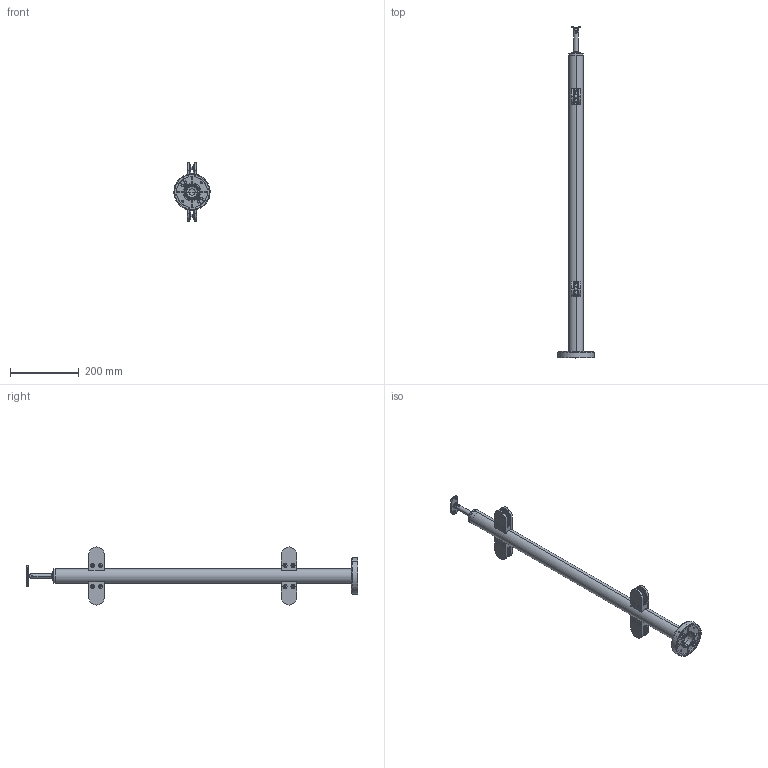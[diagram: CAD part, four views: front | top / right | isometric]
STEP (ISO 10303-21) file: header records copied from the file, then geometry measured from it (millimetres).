
FILE_DESCRIPTION (( 'STEP AP203' ), '1' );
FILE_NAME ('A-VR100-4G.STEP', '2021-10-13T07:09:13', ( '' ), ( '' ), 'SwSTEP 2.0', 'SolidWorks 2019', '' );
FILE_SCHEMA (( 'CONFIG_CONTROL_DESIGN' ));
Length unit declared in the file: millimetre
Products named in the file (18): A_0718_242_UP E1; A-2200-042-tesnenie; A-2200-042 P4; A-VR100-4G; A-2200-042 P2; screw_iso_10642-m6x15-8_8-1; A-0718-242_UP1 E1; A-0512-042; A-0940-042-N; A19-22-008; A-0718-242_UP2 E1; A-2200-042 P3; A-VR100-4G-M8-TUBE; A-2200-042 P1; M6x10
Assembly tree (43 placements, depth 3):
  A-VR100-4G
    A-2200-042-tesnenie
      screw_iso_10642-m6x15-8_8-1  x2
      A-2200-042 P4
      A-2200-042 P3
      A-2200-042 P2
      A-2200-042 P1
      A19-22-008  x2
    A-2200-042-tesnenie
      screw_iso_10642-m6x15-8_8-1  x2
      A-2200-042 P4
      A-2200-042 P3
      A-2200-042 P2
      A-2200-042 P1
      A19-22-008  x2
    A-2200-042-tesnenie
      screw_iso_10642-m6x15-8_8-1  x2
      A-2200-042 P4
      A-2200-042 P3
      A-2200-042 P2
      A-2200-042 P1
      A19-22-008  x2
    A-2200-042-tesnenie
      screw_iso_10642-m6x15-8_8-1  x2
      A-2200-042 P4
      A-2200-042 P3
      A-2200-042 P2
      A-2200-042 P1
      A19-22-008  x2
    A_0718_242_UP E1
      A-0718-242_UP2 E1
      A-0718-242_UP1 E1
      M6x10
    A-VR100-4G-M8-TUBE
    A-0940-042-N
    A-0512-042
Bounding box: 104.87 x 962.58 x 168.4 mm (x, y, z)
Volume: 488724.2 mm3; surface area: 395464.1 mm2
Topology: 38 solids, 38 shells, 2424 faces, 5940 edges, 3641 vertices
Faces by surface type: cylinder 972, plane 816, torus 336, bspline 166, cone 92, sphere 42
Entity records: 24132 total; most frequent: CARTESIAN_POINT 6856, DIRECTION 3178, ORIENTED_EDGE 3034, EDGE_CURVE 1517, AXIS2_PLACEMENT_3D 1216, VERTEX_POINT 954, LINE 746, VECTOR 746
